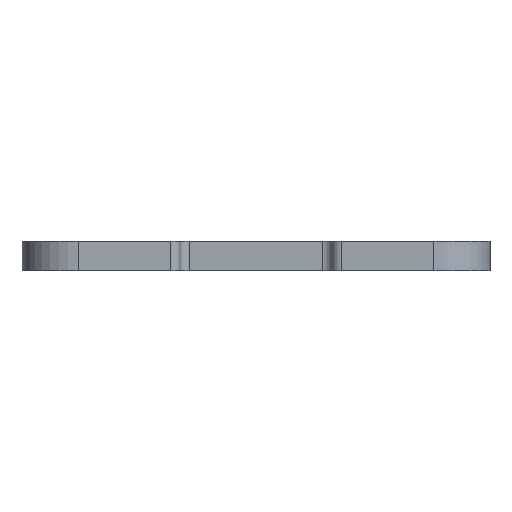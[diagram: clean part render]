
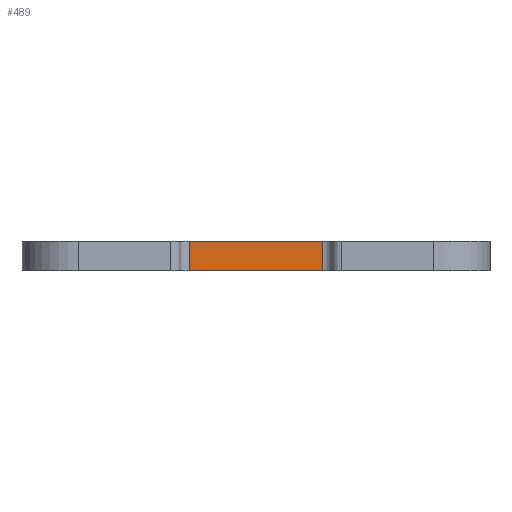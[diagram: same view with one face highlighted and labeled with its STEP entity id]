
A CAD part, left-side view. The second image highlights one B-rep face of the part: STEP entity #489.
In plain terms, the highlighted planar face has unit normal (-1, 0, 0).
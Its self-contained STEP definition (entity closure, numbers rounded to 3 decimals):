
#11 = EDGE_CURVE ( 'NONE', #1296, #1511, #1365, .T. ) ;
#56 = EDGE_CURVE ( 'NONE', #1084, #916, #192, .T. ) ;
#75 = CARTESIAN_POINT ( 'NONE',  ( -13.95, -7.12, -3.175 ) ) ;
#95 = DIRECTION ( 'NONE',  ( 0., 0., 1. ) ) ;
#129 = CARTESIAN_POINT ( 'NONE',  ( -13.95, 7.12, 0. ) ) ;
#183 = DIRECTION ( 'NONE',  ( 0., 0., -1. ) ) ;
#190 = ORIENTED_EDGE ( 'NONE', *, *, #1669, .T. ) ;
#192 = LINE ( 'NONE', #1224, #1393 ) ;
#202 = EDGE_CURVE ( 'NONE', #1296, #916, #1373, .T. ) ;
#361 = FACE_OUTER_BOUND ( 'NONE', #949, .T. ) ;
#377 = ORIENTED_EDGE ( 'NONE', *, *, #56, .T. ) ;
#429 = DIRECTION ( 'NONE',  ( 1., 0., 0. ) ) ;
#453 = ORIENTED_EDGE ( 'NONE', *, *, #202, .F. ) ;
#489 = ADVANCED_FACE ( 'NONE', ( #361 ), #696, .F. ) ;
#559 = DIRECTION ( 'NONE',  ( 0., 1., 0. ) ) ;
#565 = CARTESIAN_POINT ( 'NONE',  ( -13.95, -8.12, -3.175 ) ) ;
#696 = PLANE ( 'NONE',  #909 ) ;
#723 = ORIENTED_EDGE ( 'NONE', *, *, #11, .T. ) ;
#909 = AXIS2_PLACEMENT_3D ( 'NONE', #565, #429, #559 ) ;
#916 = VERTEX_POINT ( 'NONE', #1351 ) ;
#917 = VECTOR ( 'NONE', #1064, 1000. ) ;
#949 = EDGE_LOOP ( 'NONE', ( #190, #377, #453, #723 ) ) ;
#955 = CARTESIAN_POINT ( 'NONE',  ( -13.95, -8.12, -3.175 ) ) ;
#1023 = VECTOR ( 'NONE', #95, 1000. ) ;
#1064 = DIRECTION ( 'NONE',  ( 0., 1., 0. ) ) ;
#1084 = VERTEX_POINT ( 'NONE', #129 ) ;
#1152 = CARTESIAN_POINT ( 'NONE',  ( -13.95, -7.12, 0. ) ) ;
#1211 = VECTOR ( 'NONE', #1630, 1000. ) ;
#1224 = CARTESIAN_POINT ( 'NONE',  ( -13.95, 7.12, -3.175 ) ) ;
#1263 = LINE ( 'NONE', #1731, #917 ) ;
#1289 = CARTESIAN_POINT ( 'NONE',  ( -13.95, -7.12, 0. ) ) ;
#1296 = VERTEX_POINT ( 'NONE', #75 ) ;
#1351 = CARTESIAN_POINT ( 'NONE',  ( -13.95, 7.12, -3.175 ) ) ;
#1365 = LINE ( 'NONE', #1152, #1023 ) ;
#1373 = LINE ( 'NONE', #955, #1211 ) ;
#1393 = VECTOR ( 'NONE', #183, 1000. ) ;
#1511 = VERTEX_POINT ( 'NONE', #1289 ) ;
#1630 = DIRECTION ( 'NONE',  ( 0., 1., 0. ) ) ;
#1669 = EDGE_CURVE ( 'NONE', #1511, #1084, #1263, .T. ) ;
#1731 = CARTESIAN_POINT ( 'NONE',  ( -13.95, -8.12, 0. ) ) ;
